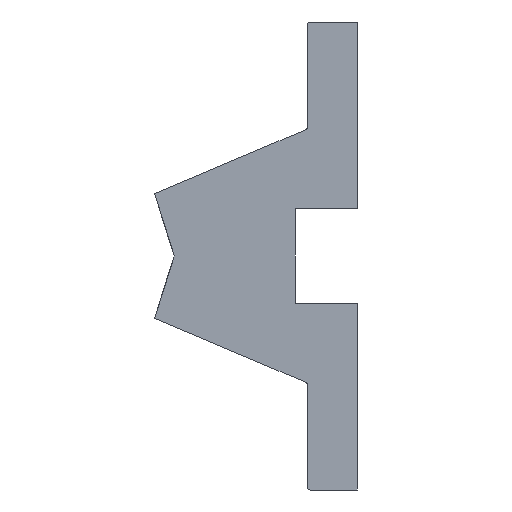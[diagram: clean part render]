
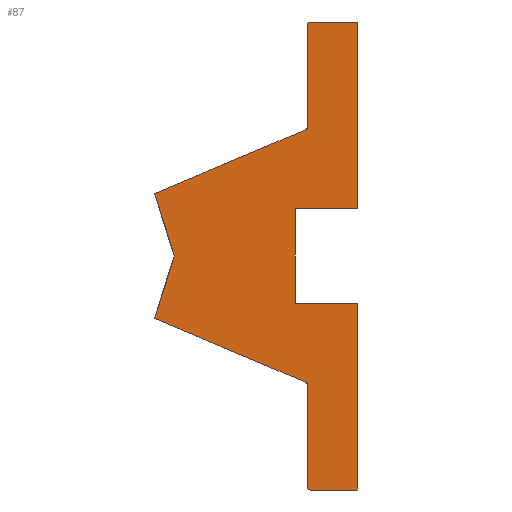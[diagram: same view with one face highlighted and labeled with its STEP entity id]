
A CAD part, left-side view. The second image highlights one B-rep face of the part: STEP entity #87.
In plain terms, the highlighted planar face has unit normal (-1, 0, 0).
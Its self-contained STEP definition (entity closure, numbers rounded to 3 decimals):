
#87 = ADVANCED_FACE( '', ( #187 ), #188, .F. );
#187 = FACE_OUTER_BOUND( '', #285, .T. );
#188 = PLANE( '', #286 );
#285 = EDGE_LOOP( '', ( #478, #479, #480, #481, #482, #483, #484, #485, #486, #487, #488, #489, #490, #491, #492, #493, #494 ) );
#286 = AXIS2_PLACEMENT_3D( '', #495, #496, #497 );
#478 = ORIENTED_EDGE( '', *, *, #590, .F. );
#479 = ORIENTED_EDGE( '', *, *, #565, .F. );
#480 = ORIENTED_EDGE( '', *, *, #615, .F. );
#481 = ORIENTED_EDGE( '', *, *, #561, .T. );
#482 = ORIENTED_EDGE( '', *, *, #605, .F. );
#483 = ORIENTED_EDGE( '', *, *, #586, .F. );
#484 = ORIENTED_EDGE( '', *, *, #622, .F. );
#485 = ORIENTED_EDGE( '', *, *, #599, .F. );
#486 = ORIENTED_EDGE( '', *, *, #579, .T. );
#487 = ORIENTED_EDGE( '', *, *, #575, .F. );
#488 = ORIENTED_EDGE( '', *, *, #602, .F. );
#489 = ORIENTED_EDGE( '', *, *, #623, .F. );
#490 = ORIENTED_EDGE( '', *, *, #570, .F. );
#491 = ORIENTED_EDGE( '', *, *, #612, .F. );
#492 = ORIENTED_EDGE( '', *, *, #594, .F. );
#493 = ORIENTED_EDGE( '', *, *, #624, .F. );
#494 = ORIENTED_EDGE( '', *, *, #608, .F. );
#495 = CARTESIAN_POINT( '', ( 0., 9.5, -46.5 ) );
#496 = DIRECTION( '', ( 1., 0., 0. ) );
#497 = DIRECTION( '', ( 0., 0., -1. ) );
#561 = EDGE_CURVE( '', #672, #673, #674, .T. );
#565 = EDGE_CURVE( '', #678, #679, #680, .T. );
#570 = EDGE_CURVE( '', #686, #687, #688, .T. );
#575 = EDGE_CURVE( '', #694, #695, #696, .T. );
#579 = EDGE_CURVE( '', #700, #695, #701, .T. );
#586 = EDGE_CURVE( '', #711, #713, #714, .T. );
#590 = EDGE_CURVE( '', #679, #718, #719, .T. );
#594 = EDGE_CURVE( '', #724, #725, #726, .T. );
#599 = EDGE_CURVE( '', #700, #732, #733, .T. );
#602 = EDGE_CURVE( '', #736, #694, #737, .T. );
#605 = EDGE_CURVE( '', #713, #673, #740, .T. );
#608 = EDGE_CURVE( '', #718, #744, #745, .T. );
#612 = EDGE_CURVE( '', #725, #686, #750, .T. );
#615 = EDGE_CURVE( '', #672, #678, #754, .T. );
#622 = EDGE_CURVE( '', #732, #711, #762, .T. );
#623 = EDGE_CURVE( '', #687, #736, #763, .T. );
#624 = EDGE_CURVE( '', #744, #724, #764, .T. );
#672 = VERTEX_POINT( '', #825 );
#673 = VERTEX_POINT( '', #826 );
#674 = CIRCLE( '', #827, 0.5 );
#678 = VERTEX_POINT( '', #833 );
#679 = VERTEX_POINT( '', #834 );
#680 = CIRCLE( '', #835, 0.5 );
#686 = VERTEX_POINT( '', #843 );
#687 = VERTEX_POINT( '', #844 );
#688 = LINE( '', #845, #846 );
#694 = VERTEX_POINT( '', #854 );
#695 = VERTEX_POINT( '', #855 );
#696 = LINE( '', #856, #857 );
#700 = VERTEX_POINT( '', #863 );
#701 = CIRCLE( '', #864, 0.5 );
#711 = VERTEX_POINT( '', #876 );
#713 = VERTEX_POINT( '', #879 );
#714 = LINE( '', #880, #881 );
#718 = VERTEX_POINT( '', #887 );
#719 = LINE( '', #888, #889 );
#724 = VERTEX_POINT( '', #895 );
#725 = VERTEX_POINT( '', #896 );
#726 = LINE( '', #897, #898 );
#732 = VERTEX_POINT( '', #906 );
#733 = LINE( '', #907, #908 );
#736 = VERTEX_POINT( '', #912 );
#737 = CIRCLE( '', #913, 0.5 );
#740 = LINE( '', #917, #918 );
#744 = VERTEX_POINT( '', #922 );
#745 = LINE( '', #923, #924 );
#750 = LINE( '', #930, #931 );
#754 = LINE( '', #935, #936 );
#762 = LINE( '', #944, #945 );
#763 = LINE( '', #946, #947 );
#764 = LINE( '', #948, #949 );
#825 = CARTESIAN_POINT( '', ( 0., 10., 25.874 ) );
#826 = CARTESIAN_POINT( '', ( 0., 10.305, 25.414 ) );
#827 = AXIS2_PLACEMENT_3D( '', #987, #988, #989 );
#833 = CARTESIAN_POINT( '', ( 0., 10., 46.5 ) );
#834 = CARTESIAN_POINT( '', ( 0., 9.5, 47. ) );
#835 = AXIS2_PLACEMENT_3D( '', #992, #993, #994 );
#843 = CARTESIAN_POINT( '', ( 0., 0., -9.5 ) );
#844 = CARTESIAN_POINT( '', ( 0., 0., -47. ) );
#845 = CARTESIAN_POINT( '', ( 0., 0., -9.5 ) );
#846 = VECTOR( '', #1000, 1000. );
#854 = CARTESIAN_POINT( '', ( 0., 10., -46.5 ) );
#855 = CARTESIAN_POINT( '', ( 0., 10., -25.874 ) );
#856 = CARTESIAN_POINT( '', ( 0., 10., -46.5 ) );
#857 = VECTOR( '', #1006, 1000. );
#863 = CARTESIAN_POINT( '', ( 0., 10.305, -25.414 ) );
#864 = AXIS2_PLACEMENT_3D( '', #1009, #1010, #1011 );
#876 = CARTESIAN_POINT( '', ( 0., 36.787, 0. ) );
#879 = CARTESIAN_POINT( '', ( 0., 40.728, 12.5 ) );
#880 = CARTESIAN_POINT( '', ( 0., 36.787, 0. ) );
#881 = VECTOR( '', #1021, 1000. );
#887 = CARTESIAN_POINT( '', ( 0., 0., 47. ) );
#888 = CARTESIAN_POINT( '', ( 0., 9.5, 47. ) );
#889 = VECTOR( '', #1024, 1000. );
#895 = CARTESIAN_POINT( '', ( 0., 12.5, 9.5 ) );
#896 = CARTESIAN_POINT( '', ( 0., 12.5, -9.5 ) );
#897 = CARTESIAN_POINT( '', ( 0., 12.5, 9.5 ) );
#898 = VECTOR( '', #1029, 1000. );
#906 = CARTESIAN_POINT( '', ( 0., 40.728, -12.5 ) );
#907 = CARTESIAN_POINT( '', ( 0., 10.305, -25.414 ) );
#908 = VECTOR( '', #1035, 1000. );
#912 = CARTESIAN_POINT( '', ( 0., 9.5, -47. ) );
#913 = AXIS2_PLACEMENT_3D( '', #1037, #1038, #1039 );
#917 = CARTESIAN_POINT( '', ( 0., 40.728, 12.5 ) );
#918 = VECTOR( '', #1041, 1000. );
#922 = CARTESIAN_POINT( '', ( 0., 0., 9.5 ) );
#923 = CARTESIAN_POINT( '', ( 0., 0., 47. ) );
#924 = VECTOR( '', #1045, 1000. );
#930 = CARTESIAN_POINT( '', ( 0., 12.5, -9.5 ) );
#931 = VECTOR( '', #1050, 1000. );
#935 = CARTESIAN_POINT( '', ( 0., 10., 25.874 ) );
#936 = VECTOR( '', #1054, 1000. );
#944 = CARTESIAN_POINT( '', ( 0., 40.728, -12.5 ) );
#945 = VECTOR( '', #1061, 1000. );
#946 = CARTESIAN_POINT( '', ( 0., 0., -47. ) );
#947 = VECTOR( '', #1062, 1000. );
#948 = CARTESIAN_POINT( '', ( 0., 0., 9.5 ) );
#949 = VECTOR( '', #1063, 1000. );
#987 = CARTESIAN_POINT( '', ( 0., 10.5, 25.874 ) );
#988 = DIRECTION( '', ( 1., 0., 0. ) );
#989 = DIRECTION( '', ( 0., 0., -1. ) );
#992 = CARTESIAN_POINT( '', ( 0., 9.5, 46.5 ) );
#993 = DIRECTION( '', ( 1., 0., 0. ) );
#994 = DIRECTION( '', ( 0., 0., -1. ) );
#1000 = DIRECTION( '', ( 0., 0., -1. ) );
#1006 = DIRECTION( '', ( 0., 0., 1. ) );
#1009 = CARTESIAN_POINT( '', ( 0., 10.5, -25.874 ) );
#1010 = DIRECTION( '', ( 1., 0., 0. ) );
#1011 = DIRECTION( '', ( 0., 0., -1. ) );
#1021 = DIRECTION( '', ( 0., 0.301, 0.954 ) );
#1024 = DIRECTION( '', ( 0., -1., 0. ) );
#1029 = DIRECTION( '', ( 0., 0., -1. ) );
#1035 = DIRECTION( '', ( 0., 0.921, 0.391 ) );
#1037 = CARTESIAN_POINT( '', ( 0., 9.5, -46.5 ) );
#1038 = DIRECTION( '', ( 1., 0., 0. ) );
#1039 = DIRECTION( '', ( 0., 0., -1. ) );
#1041 = DIRECTION( '', ( 0., -0.921, 0.391 ) );
#1045 = DIRECTION( '', ( 0., 0., -1. ) );
#1050 = DIRECTION( '', ( 0., -1., 0. ) );
#1054 = DIRECTION( '', ( 0., 0., 1. ) );
#1061 = DIRECTION( '', ( 0., -0.301, 0.954 ) );
#1062 = DIRECTION( '', ( 0., 1., 0. ) );
#1063 = DIRECTION( '', ( 0., 1., 0. ) );
